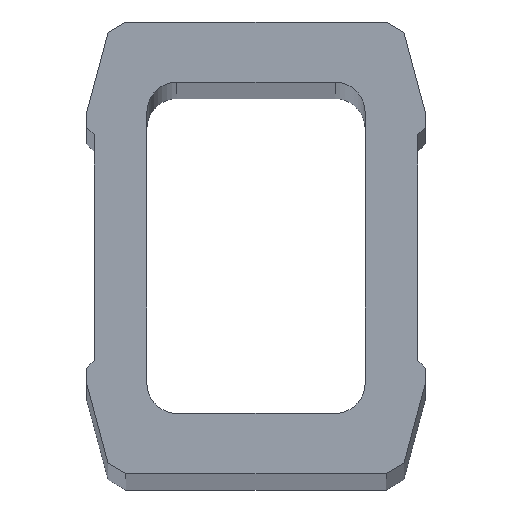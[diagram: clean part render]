
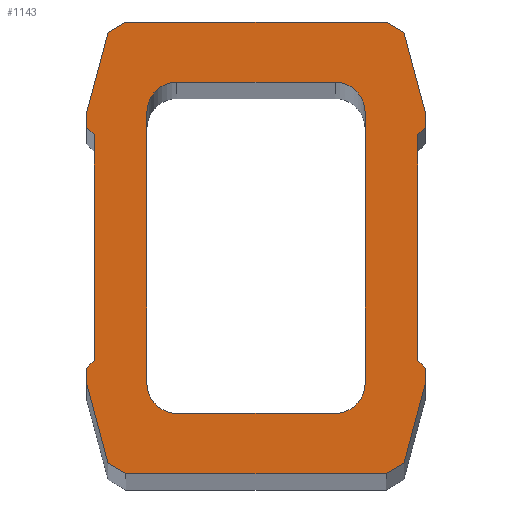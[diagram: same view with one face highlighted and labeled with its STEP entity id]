
A CAD part, top view. The second image highlights one B-rep face of the part: STEP entity #1143.
In plain terms, the highlighted planar face has unit normal (0, 0, 1).
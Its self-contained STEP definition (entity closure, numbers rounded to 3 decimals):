
#384=DIRECTION('',(-0.707,-0.707,0.));
#385=VECTOR('',#384,1.414);
#386=CARTESIAN_POINT('',(-21.5,-15.,1250.));
#387=LINE('',#386,#385);
#391=DIRECTION('',(0.,-1.,0.));
#392=VECTOR('',#391,30.);
#393=CARTESIAN_POINT('',(-21.5,15.,1250.));
#394=LINE('',#393,#392);
#398=DIRECTION('',(0.707,-0.707,0.));
#399=VECTOR('',#398,1.414);
#400=CARTESIAN_POINT('',(-22.5,16.,1250.));
#401=LINE('',#400,#399);
#405=DIRECTION('',(0.,-1.,0.));
#406=VECTOR('',#405,2.);
#407=CARTESIAN_POINT('',(-22.5,18.,1250.));
#408=LINE('',#407,#406);
#412=DIRECTION('',(-0.259,-0.966,0.));
#413=VECTOR('',#412,11.02);
#414=CARTESIAN_POINT('',(-19.648,28.644,1250.));
#415=LINE('',#414,#413);
#419=DIRECTION('',(-0.866,-0.5,0.));
#420=VECTOR('',#419,2.711);
#421=CARTESIAN_POINT('',(-17.3,30.,1250.));
#422=LINE('',#421,#420);
#426=DIRECTION('',(-1.,0.,0.));
#427=VECTOR('',#426,34.6);
#428=CARTESIAN_POINT('',(17.3,30.,1250.));
#429=LINE('',#428,#427);
#433=DIRECTION('',(-0.866,0.5,0.));
#434=VECTOR('',#433,2.711);
#435=CARTESIAN_POINT('',(19.648,28.644,1250.));
#436=LINE('',#435,#434);
#440=DIRECTION('',(-0.259,0.966,0.));
#441=VECTOR('',#440,11.02);
#442=CARTESIAN_POINT('',(22.5,18.,1250.));
#443=LINE('',#442,#441);
#447=DIRECTION('',(0.,1.,0.));
#448=VECTOR('',#447,2.);
#449=CARTESIAN_POINT('',(22.5,16.,1250.));
#450=LINE('',#449,#448);
#454=DIRECTION('',(0.707,0.707,0.));
#455=VECTOR('',#454,1.414);
#456=CARTESIAN_POINT('',(21.5,15.,1250.));
#457=LINE('',#456,#455);
#461=DIRECTION('',(0.,1.,0.));
#462=VECTOR('',#461,30.);
#463=CARTESIAN_POINT('',(21.5,-15.,1250.));
#464=LINE('',#463,#462);
#468=DIRECTION('',(-0.707,0.707,0.));
#469=VECTOR('',#468,1.414);
#470=CARTESIAN_POINT('',(22.5,-16.,1250.));
#471=LINE('',#470,#469);
#475=DIRECTION('',(0.,1.,0.));
#476=VECTOR('',#475,2.);
#477=CARTESIAN_POINT('',(22.5,-18.,1250.));
#478=LINE('',#477,#476);
#482=DIRECTION('',(0.259,0.966,0.));
#483=VECTOR('',#482,11.02);
#484=CARTESIAN_POINT('',(19.648,-28.644,1250.));
#485=LINE('',#484,#483);
#489=DIRECTION('',(0.866,0.5,0.));
#490=VECTOR('',#489,2.711);
#491=CARTESIAN_POINT('',(17.3,-30.,1250.));
#492=LINE('',#491,#490);
#496=DIRECTION('',(1.,0.,0.));
#497=VECTOR('',#496,34.6);
#498=CARTESIAN_POINT('',(-17.3,-30.,1250.));
#499=LINE('',#498,#497);
#503=DIRECTION('',(0.866,-0.5,0.));
#504=VECTOR('',#503,2.711);
#505=CARTESIAN_POINT('',(-19.648,-28.644,1250.));
#506=LINE('',#505,#504);
#510=DIRECTION('',(0.259,-0.966,0.));
#511=VECTOR('',#510,11.02);
#512=CARTESIAN_POINT('',(-22.5,-18.,1250.));
#513=LINE('',#512,#511);
#517=DIRECTION('',(0.,-1.,0.));
#518=VECTOR('',#517,2.);
#519=CARTESIAN_POINT('',(-22.5,-16.,1250.));
#520=LINE('',#519,#518);
#524=DIRECTION('',(1.,0.,0.));
#525=VECTOR('',#524,21.);
#526=CARTESIAN_POINT('',(-10.5,22.,1250.));
#527=LINE('',#526,#525);
#531=CARTESIAN_POINT('',(-10.5,18.,1250.));
#532=DIRECTION('',(0.,0.,-1.));
#533=DIRECTION('',(-1.,0.,0.));
#534=AXIS2_PLACEMENT_3D('',#531,#532,#533);
#539=DIRECTION('',(0.,1.,0.));
#540=VECTOR('',#539,36.);
#541=CARTESIAN_POINT('',(-14.5,-18.,1250.));
#542=LINE('',#541,#540);
#546=CARTESIAN_POINT('',(-10.5,-18.,1250.));
#547=DIRECTION('',(0.,0.,-1.));
#548=DIRECTION('',(0.,-1.,0.));
#549=AXIS2_PLACEMENT_3D('',#546,#547,#548);
#554=DIRECTION('',(-1.,0.,0.));
#555=VECTOR('',#554,21.);
#556=CARTESIAN_POINT('',(10.5,-22.,1250.));
#557=LINE('',#556,#555);
#561=CARTESIAN_POINT('',(10.5,-18.,1250.));
#562=DIRECTION('',(0.,0.,-1.));
#563=DIRECTION('',(1.,0.,0.));
#564=AXIS2_PLACEMENT_3D('',#561,#562,#563);
#569=DIRECTION('',(0.,-1.,0.));
#570=VECTOR('',#569,36.);
#571=CARTESIAN_POINT('',(14.5,18.,1250.));
#572=LINE('',#571,#570);
#576=CARTESIAN_POINT('',(10.5,18.,1250.));
#577=DIRECTION('',(0.,0.,-1.));
#578=DIRECTION('',(0.,1.,0.));
#579=AXIS2_PLACEMENT_3D('',#576,#577,#578);
#696=CARTESIAN_POINT('',(-21.5,-15.,1250.));
#697=CARTESIAN_POINT('',(-22.5,-16.,1250.));
#698=VERTEX_POINT('',#696);
#699=VERTEX_POINT('',#697);
#700=CARTESIAN_POINT('',(-22.5,-18.,1250.));
#701=VERTEX_POINT('',#700);
#702=CARTESIAN_POINT('',(-19.648,-28.644,1250.));
#703=VERTEX_POINT('',#702);
#704=CARTESIAN_POINT('',(-17.3,-30.,1250.));
#705=VERTEX_POINT('',#704);
#706=CARTESIAN_POINT('',(17.3,-30.,1250.));
#707=VERTEX_POINT('',#706);
#708=CARTESIAN_POINT('',(19.648,-28.644,1250.));
#709=VERTEX_POINT('',#708);
#710=CARTESIAN_POINT('',(22.5,-18.,1250.));
#711=VERTEX_POINT('',#710);
#712=CARTESIAN_POINT('',(22.5,-16.,1250.));
#713=VERTEX_POINT('',#712);
#714=CARTESIAN_POINT('',(21.5,-15.,1250.));
#715=VERTEX_POINT('',#714);
#716=CARTESIAN_POINT('',(21.5,15.,1250.));
#717=VERTEX_POINT('',#716);
#718=CARTESIAN_POINT('',(22.5,16.,1250.));
#719=VERTEX_POINT('',#718);
#720=CARTESIAN_POINT('',(22.5,18.,1250.));
#721=VERTEX_POINT('',#720);
#722=CARTESIAN_POINT('',(19.648,28.644,1250.));
#723=VERTEX_POINT('',#722);
#724=CARTESIAN_POINT('',(17.3,30.,1250.));
#725=VERTEX_POINT('',#724);
#726=CARTESIAN_POINT('',(-17.3,30.,1250.));
#727=VERTEX_POINT('',#726);
#728=CARTESIAN_POINT('',(-19.648,28.644,1250.));
#729=VERTEX_POINT('',#728);
#730=CARTESIAN_POINT('',(-22.5,18.,1250.));
#731=VERTEX_POINT('',#730);
#732=CARTESIAN_POINT('',(-22.5,16.,1250.));
#733=VERTEX_POINT('',#732);
#734=CARTESIAN_POINT('',(-21.5,15.,1250.));
#735=VERTEX_POINT('',#734);
#736=CARTESIAN_POINT('',(-10.5,22.,1250.));
#737=CARTESIAN_POINT('',(10.5,22.,1250.));
#738=VERTEX_POINT('',#736);
#739=VERTEX_POINT('',#737);
#740=CARTESIAN_POINT('',(14.5,18.,1250.));
#741=VERTEX_POINT('',#740);
#742=CARTESIAN_POINT('',(14.5,-18.,1250.));
#743=VERTEX_POINT('',#742);
#744=CARTESIAN_POINT('',(10.5,-22.,1250.));
#745=VERTEX_POINT('',#744);
#746=CARTESIAN_POINT('',(-10.5,-22.,1250.));
#747=VERTEX_POINT('',#746);
#748=CARTESIAN_POINT('',(-14.5,-18.,1250.));
#749=VERTEX_POINT('',#748);
#750=CARTESIAN_POINT('',(-14.5,18.,1250.));
#751=VERTEX_POINT('',#750);
#1098=CARTESIAN_POINT('',(0.,0.,1250.));
#1099=DIRECTION('',(0.,0.,1.));
#1100=DIRECTION('',(1.,0.,0.));
#1101=AXIS2_PLACEMENT_3D('',#1098,#1099,#1100);
#1102=PLANE('',#1101);
#1103=ORIENTED_EDGE('',*,*,#826,.F.);
#1104=ORIENTED_EDGE('',*,*,#841,.F.);
#1105=ORIENTED_EDGE('',*,*,#855,.F.);
#1106=ORIENTED_EDGE('',*,*,#869,.F.);
#1107=ORIENTED_EDGE('',*,*,#883,.F.);
#1108=ORIENTED_EDGE('',*,*,#897,.F.);
#1109=ORIENTED_EDGE('',*,*,#911,.F.);
#1110=ORIENTED_EDGE('',*,*,#925,.F.);
#1111=ORIENTED_EDGE('',*,*,#939,.F.);
#1112=ORIENTED_EDGE('',*,*,#953,.F.);
#1113=ORIENTED_EDGE('',*,*,#967,.F.);
#1114=ORIENTED_EDGE('',*,*,#981,.F.);
#1115=ORIENTED_EDGE('',*,*,#995,.F.);
#1116=ORIENTED_EDGE('',*,*,#1009,.F.);
#1117=ORIENTED_EDGE('',*,*,#1023,.F.);
#1118=ORIENTED_EDGE('',*,*,#1037,.F.);
#1119=ORIENTED_EDGE('',*,*,#1051,.F.);
#1120=ORIENTED_EDGE('',*,*,#1065,.F.);
#1121=ORIENTED_EDGE('',*,*,#1079,.F.);
#1122=ORIENTED_EDGE('',*,*,#1092,.F.);
#1123=EDGE_LOOP('',(#1103,#1104,#1105,#1106,#1107,#1108,#1109,#1110,#1111,#1112,
#1113,#1114,#1115,#1116,#1117,#1118,#1119,#1120,#1121,#1122));
#1124=FACE_OUTER_BOUND('',#1123,.F.);
#1126=ORIENTED_EDGE('',*,*,#1125,.F.);
#1128=ORIENTED_EDGE('',*,*,#1127,.F.);
#1130=ORIENTED_EDGE('',*,*,#1129,.F.);
#1132=ORIENTED_EDGE('',*,*,#1131,.F.);
#1134=ORIENTED_EDGE('',*,*,#1133,.F.);
#1136=ORIENTED_EDGE('',*,*,#1135,.F.);
#1138=ORIENTED_EDGE('',*,*,#1137,.F.);
#1140=ORIENTED_EDGE('',*,*,#1139,.F.);
#1141=EDGE_LOOP('',(#1126,#1128,#1130,#1132,#1134,#1136,#1138,#1140));
#1142=FACE_BOUND('',#1141,.F.);
#1143=ADVANCED_FACE('',(#1124,#1142),#1102,.T.);
#535=CIRCLE('',#534,4.);
#550=CIRCLE('',#549,4.);
#565=CIRCLE('',#564,4.);
#580=CIRCLE('',#579,4.);
#826=EDGE_CURVE('',#698,#699,#387,.T.);
#841=EDGE_CURVE('',#735,#698,#394,.T.);
#855=EDGE_CURVE('',#733,#735,#401,.T.);
#869=EDGE_CURVE('',#731,#733,#408,.T.);
#883=EDGE_CURVE('',#729,#731,#415,.T.);
#897=EDGE_CURVE('',#727,#729,#422,.T.);
#911=EDGE_CURVE('',#725,#727,#429,.T.);
#925=EDGE_CURVE('',#723,#725,#436,.T.);
#939=EDGE_CURVE('',#721,#723,#443,.T.);
#953=EDGE_CURVE('',#719,#721,#450,.T.);
#967=EDGE_CURVE('',#717,#719,#457,.T.);
#981=EDGE_CURVE('',#715,#717,#464,.T.);
#995=EDGE_CURVE('',#713,#715,#471,.T.);
#1009=EDGE_CURVE('',#711,#713,#478,.T.);
#1023=EDGE_CURVE('',#709,#711,#485,.T.);
#1037=EDGE_CURVE('',#707,#709,#492,.T.);
#1051=EDGE_CURVE('',#705,#707,#499,.T.);
#1065=EDGE_CURVE('',#703,#705,#506,.T.);
#1079=EDGE_CURVE('',#701,#703,#513,.T.);
#1092=EDGE_CURVE('',#699,#701,#520,.T.);
#1125=EDGE_CURVE('',#738,#739,#527,.T.);
#1127=EDGE_CURVE('',#751,#738,#535,.T.);
#1129=EDGE_CURVE('',#749,#751,#542,.T.);
#1131=EDGE_CURVE('',#747,#749,#550,.T.);
#1133=EDGE_CURVE('',#745,#747,#557,.T.);
#1135=EDGE_CURVE('',#743,#745,#565,.T.);
#1137=EDGE_CURVE('',#741,#743,#572,.T.);
#1139=EDGE_CURVE('',#739,#741,#580,.T.);
